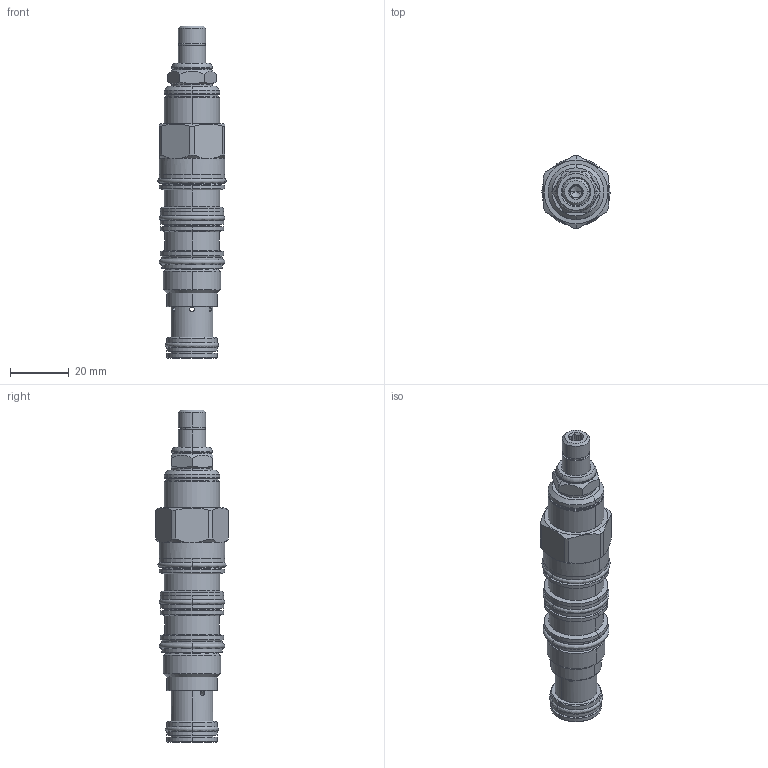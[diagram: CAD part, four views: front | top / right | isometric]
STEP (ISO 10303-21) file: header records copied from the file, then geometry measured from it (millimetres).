
FILE_DESCRIPTION((''),'2;1');
FILE_NAME('QCDB-LAN_PRT','2013-10-03T',('Administrator'),(''),'PRO/ENGINEER BY PARAMETRIC TECHNOLOGY CORPORATION, 2006240','PRO/ENGINEER BY PARAMETRIC TECHNOLOGY CORPORATION, 2006240','');
FILE_SCHEMA(('CONFIG_CONTROL_DESIGN'));
Length unit declared in the file: inch
Products named in the file (1): QCDB-LAN_PRT
Bounding box: 23.29 x 24.84 x 113.51 mm (x, y, z)
Volume: 30202.1 mm3; surface area: 10478 mm2
Topology: 5 solids, 5 shells, 241 faces, 554 edges, 336 vertices
Faces by surface type: cylinder 81, plane 65, cone 44, torus 35, revolution 16
Entity records: 8727 total; most frequent: CARTESIAN_POINT 3158, DIRECTION 1224, ORIENTED_EDGE 1104, EDGE_CURVE 552, AXIS2_PLACEMENT_3D 517, VERTEX_POINT 336, CIRCLE 292, EDGE_LOOP 270
